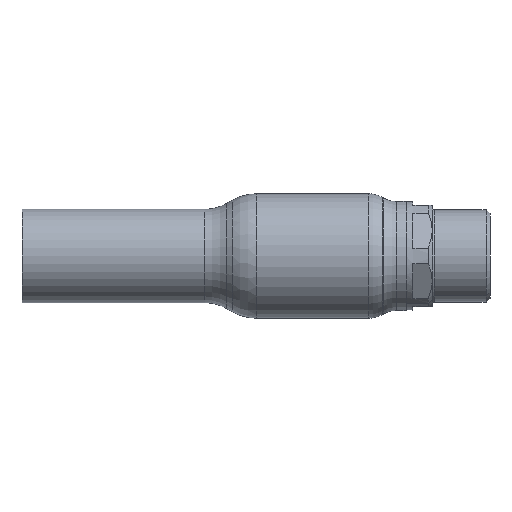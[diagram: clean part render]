
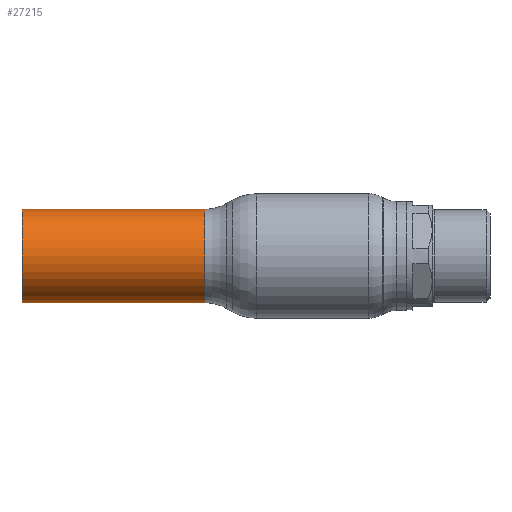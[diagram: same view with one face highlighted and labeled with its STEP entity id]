
A CAD part, front view. The second image highlights one B-rep face of the part: STEP entity #27215.
In plain terms, the highlighted cylindrical face has radius 21.2 mm (diameter 42.4 mm), a partial arc.
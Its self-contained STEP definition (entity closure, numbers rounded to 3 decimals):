
#699 = LINE ( 'NONE', #35361, #4518 ) ;
#1688 = DIRECTION ( 'NONE',  ( -1., 0., 0. ) ) ;
#3021 = CARTESIAN_POINT ( 'NONE',  ( -62.69, 0., 21.2 ) ) ;
#3163 = ORIENTED_EDGE ( 'NONE', *, *, #41534, .T. ) ;
#3481 = CARTESIAN_POINT ( 'NONE',  ( -130.5, 0., -21.2 ) ) ;
#4518 = VECTOR ( 'NONE', #52710, 1000. ) ;
#7159 = VERTEX_POINT ( 'NONE', #54687 ) ;
#7965 = EDGE_CURVE ( 'NONE', #14306, #7159, #19325, .T. ) ;
#13095 = EDGE_CURVE ( 'NONE', #27105, #14306, #699, .T. ) ;
#13882 = AXIS2_PLACEMENT_3D ( 'NONE', #26729, #52045, #34141 ) ;
#14306 = VERTEX_POINT ( 'NONE', #3481 ) ;
#16322 = ORIENTED_EDGE ( 'NONE', *, *, #48362, .T. ) ;
#19325 = CIRCLE ( 'NONE', #13882, 21.2 ) ;
#21967 = DIRECTION ( 'NONE',  ( -1., 0., 0. ) ) ;
#26669 = FACE_OUTER_BOUND ( 'NONE', #35936, .T. ) ;
#26729 = CARTESIAN_POINT ( 'NONE',  ( -130.5, 0., 0. ) ) ;
#27105 = VERTEX_POINT ( 'NONE', #55928 ) ;
#27215 = ADVANCED_FACE ( 'NONE', ( #26669 ), #48265, .T. ) ;
#27586 = VERTEX_POINT ( 'NONE', #38983 ) ;
#29393 = CIRCLE ( 'NONE', #52977, 21.2 ) ;
#30378 = DIRECTION ( 'NONE',  ( 0., 0., 1. ) ) ;
#34141 = DIRECTION ( 'NONE',  ( 0., -1., 0. ) ) ;
#34641 = DIRECTION ( 'NONE',  ( -1., 0., 0. ) ) ;
#35361 = CARTESIAN_POINT ( 'NONE',  ( -62.69, 0., -21.2 ) ) ;
#35936 = EDGE_LOOP ( 'NONE', ( #43894, #3163, #16322, #54810 ) ) ;
#37389 = LINE ( 'NONE', #3021, #54071 ) ;
#38983 = CARTESIAN_POINT ( 'NONE',  ( -47.57, 0., 21.2 ) ) ;
#39298 = DIRECTION ( 'NONE',  ( 0., 0., 1. ) ) ;
#41534 = EDGE_CURVE ( 'NONE', #27105, #27586, #29393, .T. ) ;
#42440 = CARTESIAN_POINT ( 'NONE',  ( -47.57, 0., 0. ) ) ;
#43145 = AXIS2_PLACEMENT_3D ( 'NONE', #56202, #34641, #30378 ) ;
#43894 = ORIENTED_EDGE ( 'NONE', *, *, #13095, .F. ) ;
#48265 = CYLINDRICAL_SURFACE ( 'NONE', #43145, 21.2 ) ;
#48362 = EDGE_CURVE ( 'NONE', #27586, #7159, #37389, .T. ) ;
#52045 = DIRECTION ( 'NONE',  ( -1., 0., 0. ) ) ;
#52710 = DIRECTION ( 'NONE',  ( -1., 0., 0. ) ) ;
#52977 = AXIS2_PLACEMENT_3D ( 'NONE', #42440, #21967, #39298 ) ;
#54071 = VECTOR ( 'NONE', #1688, 1000. ) ;
#54687 = CARTESIAN_POINT ( 'NONE',  ( -130.5, 0., 21.2 ) ) ;
#54810 = ORIENTED_EDGE ( 'NONE', *, *, #7965, .F. ) ;
#55928 = CARTESIAN_POINT ( 'NONE',  ( -47.57, 0., -21.2 ) ) ;
#56202 = CARTESIAN_POINT ( 'NONE',  ( -62.69, 0., 0. ) ) ;
